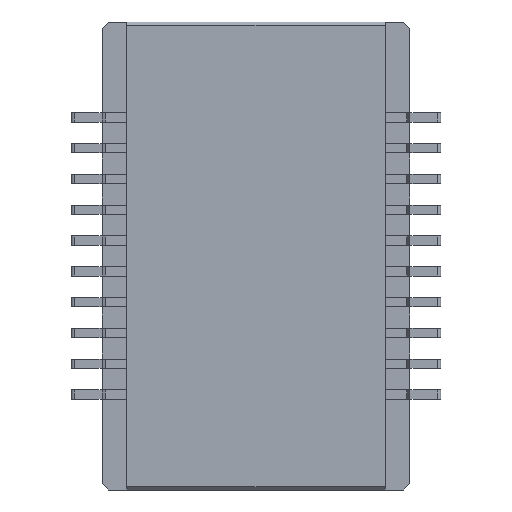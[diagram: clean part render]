
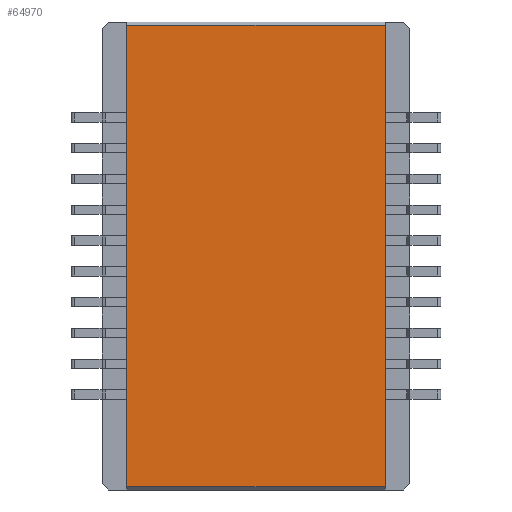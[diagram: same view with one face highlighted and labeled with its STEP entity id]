
A CAD part, front view. The second image highlights one B-rep face of the part: STEP entity #64970.
In plain terms, the highlighted planar face has unit normal (0, -1, 0).
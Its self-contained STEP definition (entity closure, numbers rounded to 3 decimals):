
#1440=CARTESIAN_POINT('',(-0.513,-0.327,0.2));
#1450=VERTEX_POINT('',#1440);
#1480=CARTESIAN_POINT('',(1.587,-0.327,0.2));
#1490=DIRECTION('',(1.,0.,0.));
#1500=VECTOR('',#1490,1.);
#1510=LINE('',#1480,#1500);
#1520=CARTESIAN_POINT('',(3.687,-0.327,0.2));
#1530=VERTEX_POINT('',#1520);
#1540=EDGE_CURVE('',#1450,#1530,#1510,.T.);
#4300=CARTESIAN_POINT('',(3.687,-0.327,7.7));
#4310=VERTEX_POINT('',#4300);
#4360=CARTESIAN_POINT('',(1.587,-0.327,7.7));
#4370=DIRECTION('',(1.,0.,0.));
#4380=VECTOR('',#4370,1.);
#4390=LINE('',#4360,#4380);
#4400=CARTESIAN_POINT('',(-0.513,-0.327,7.7));
#4410=VERTEX_POINT('',#4400);
#4420=EDGE_CURVE('',#4410,#4310,#4390,.T.);
#11590=CARTESIAN_POINT('',(-0.513,-0.327,-7.35))
;
#11600=DIRECTION('',(0.,0.,1.));
#11610=VECTOR('',#11600,1.);
#11620=LINE('',#11590,#11610);
#11630=EDGE_CURVE('',#1450,#4410,#11620,.T.);
#13030=CARTESIAN_POINT('',(3.687,-0.327,-6.85));
#13040=DIRECTION('',(0.,0.,1.));
#13050=VECTOR('',#13040,1.);
#13060=LINE('',#13030,#13050);
#13070=EDGE_CURVE('',#1530,#4310,#13060,.T.);
#64860=CARTESIAN_POINT('',(3.687,-0.327,-9.85));
#64870=DIRECTION('',(-0.,-1.,-0.));
#64880=DIRECTION('',(-1.,0.,0.));
#64890=AXIS2_PLACEMENT_3D('',#64860,#64870,#64880);
#64900=PLANE('',#64890);
#64910=ORIENTED_EDGE('',*,*,#1540,.T.);
#64920=ORIENTED_EDGE('',*,*,#11630,.F.);
#64930=ORIENTED_EDGE('',*,*,#4420,.F.);
#64940=ORIENTED_EDGE('',*,*,#13070,.T.);
#64950=EDGE_LOOP('',(#64940,#64930,#64920,#64910));
#64960=FACE_OUTER_BOUND('',#64950,.T.);
#64970=ADVANCED_FACE('',(#64960),#64900,.T.);
